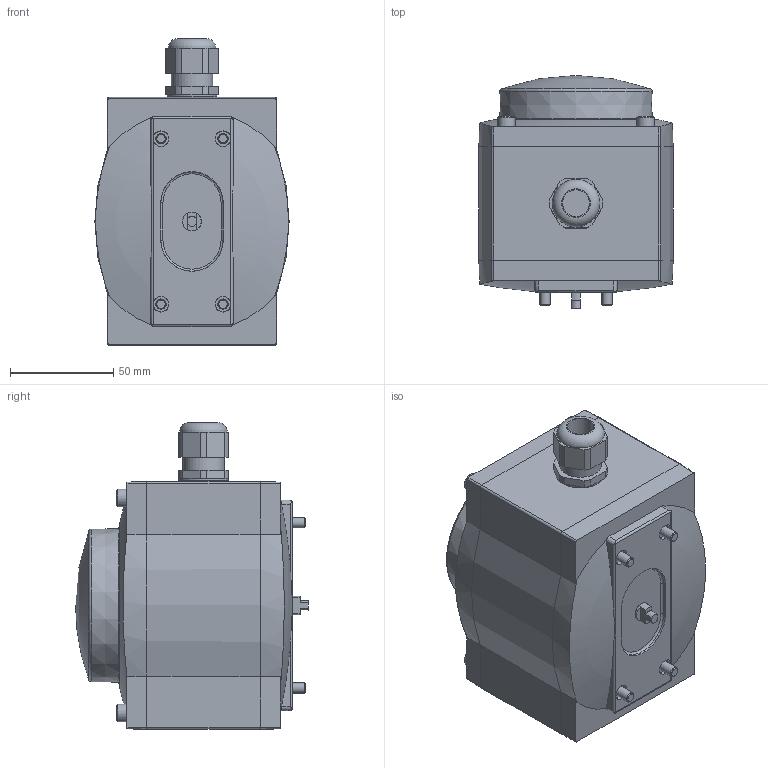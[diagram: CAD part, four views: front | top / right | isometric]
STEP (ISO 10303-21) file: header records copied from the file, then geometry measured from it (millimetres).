
FILE_DESCRIPTION(/* description */ ('STEP AP214'),/* implementation_level */ '2;1');
FILE_NAME(/* name */ '568241_SRAP-M-CA1-GR270-1-A-TP20-EX2',/* time_stamp */ '2024-09-15T13:40:48+02:00',/* author */ ('License CC BY-ND 4.0'),/* organization */ ('CADENAS'),/* preprocessor_version */ 'ST-DEVELOPER v19.3',/* originating_system */ 'PARTsolutions',/* authorisation */ ' ');
FILE_SCHEMA (('AUTOMOTIVE_DESIGN {1 0 10303 214 3 1 1}'));
Length unit declared in the file: millimetre
Products named in the file (4): 568241 SRAP-M-CA1-GR270-1-A-TP20-EX2; 569809 SRAP-GR-A---(B); 569809 SRAP---(H); 568278 NETC-P-M20-KA
Assembly tree (3 placements, depth 2):
  568241 SRAP-M-CA1-GR270-1-A-TP20-EX2
    569809 SRAP-GR-A---(B)
    569809 SRAP---(H)
    568278 NETC-P-M20-KA
Bounding box: 94 x 112.7 x 148.5 mm (x, y, z)
Volume: 861990.6 mm3; surface area: 81616.5 mm2
Topology: 3 solids, 3 shells, 286 faces, 677 edges, 425 vertices
Faces by surface type: plane 144, cone 73, cylinder 53, sphere 8, torus 8
Full cylindrical faces by diameter (mm): 2.3 x2, 5 x4, 7 x1, 8.5 x4, 9 x1, 13 x1, 18.376 x1, 20 x2, 21.7 x1, 22.5 x1, 24 x1, 63.72 x1, 79.6 x1
Entity records: 9541 total; most frequent: CARTESIAN_POINT 1510, DIRECTION 1378, ORIENTED_EDGE 1198, EDGE_CURVE 599, AXIS2_PLACEMENT_3D 543, VERTEX_POINT 413, FACE_BOUND 382, EDGE_LOOP 378
